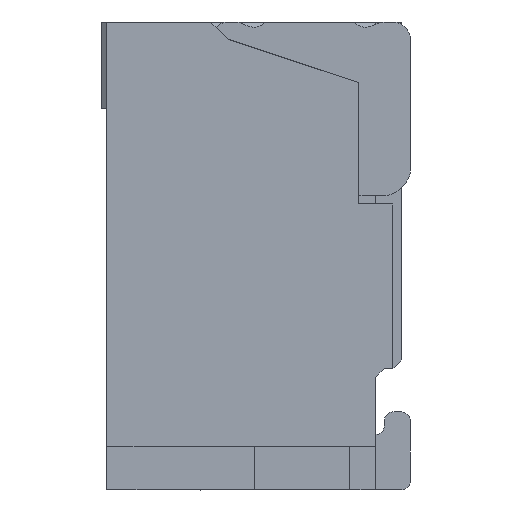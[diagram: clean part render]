
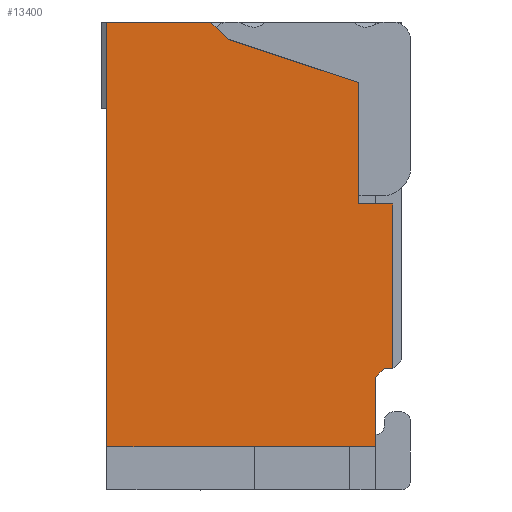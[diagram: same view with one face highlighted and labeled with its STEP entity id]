
A CAD part, left-side view. The second image highlights one B-rep face of the part: STEP entity #13400.
In plain terms, the highlighted planar face has unit normal (-1, 0, 0).
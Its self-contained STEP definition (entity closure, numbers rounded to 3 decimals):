
#11210=CARTESIAN_POINT('',(-17.5,0.05,1.65));
#11220=VERTEX_POINT('',#11210);
#11250=CARTESIAN_POINT('',(-17.5,0.25,1.65));
#11260=DIRECTION('',(0.,-1.,0.));
#11270=VECTOR('',#11260,0.2);
#11280=LINE('',#11250,#11270);
#11290=CARTESIAN_POINT('',(-17.5,0.25,1.65));
#11300=VERTEX_POINT('',#11290);
#11310=EDGE_CURVE('',#11300,#11220,#11280,.T.);
#12540=CARTESIAN_POINT('',(-17.5,0.049,2.701));
#12550=DIRECTION('',(-1.,0.,0.));
#12560=DIRECTION('',(0.,1.,0.));
#12570=AXIS2_PLACEMENT_3D('',#12540,#12550,#12560);
#12580=PLANE('',#12570);
#12590=CARTESIAN_POINT('',(-17.5,1.,2.6));
#12600=DIRECTION('',(0.,0.707,0.707));
#12610=VECTOR('',#12600,0.141);
#12620=LINE('',#12590,#12610);
#12630=CARTESIAN_POINT('',(-17.5,1.,2.6));
#12640=VERTEX_POINT('',#12630);
#12650=CARTESIAN_POINT('',(-17.5,1.1,2.7));
#12660=VERTEX_POINT('',#12650);
#12670=EDGE_CURVE('',#12640,#12660,#12620,.T.);
#12680=ORIENTED_EDGE('',*,*,#12670,.T.);
#12690=CARTESIAN_POINT('',(-17.5,0.25,2.35));
#12700=DIRECTION('',(0.,0.949,0.316));
#12710=VECTOR('',#12700,0.791);
#12720=LINE('',#12690,#12710);
#12730=CARTESIAN_POINT('',(-17.5,0.25,2.35));
#12740=VERTEX_POINT('',#12730);
#12750=EDGE_CURVE('',#12740,#12640,#12720,.T.);
#12760=ORIENTED_EDGE('',*,*,#12750,.T.);
#12770=CARTESIAN_POINT('',(-17.5,0.25,2.35));
#12780=DIRECTION('',(0.,0.,-1.));
#12790=VECTOR('',#12780,0.7);
#12800=LINE('',#12770,#12790);
#12810=EDGE_CURVE('',#12740,#11300,#12800,.T.);
#12820=ORIENTED_EDGE('',*,*,#12810,.F.);
#12830=ORIENTED_EDGE('',*,*,#11310,.F.);
#12840=CARTESIAN_POINT('',(-17.5,0.05,1.65));
#12850=DIRECTION('',(0.,0.,-1.));
#12860=VECTOR('',#12850,0.95);
#12870=LINE('',#12840,#12860);
#12880=CARTESIAN_POINT('',(-17.5,0.05,0.7));
#12890=VERTEX_POINT('',#12880);
#12900=EDGE_CURVE('',#11220,#12890,#12870,.T.);
#12910=ORIENTED_EDGE('',*,*,#12900,.F.);
#12920=CARTESIAN_POINT('',(-17.5,0.05,0.7));
#12930=DIRECTION('',(0.,1.,0.));
#12940=VECTOR('',#12930,0.05);
#12950=LINE('',#12920,#12940);
#12960=CARTESIAN_POINT('',(-17.5,0.1,0.7));
#12970=VERTEX_POINT('',#12960);
#12980=EDGE_CURVE('',#12890,#12970,#12950,.T.);
#12990=ORIENTED_EDGE('',*,*,#12980,.F.);
#13000=CARTESIAN_POINT('',(-17.5,0.15,0.65));
#13010=DIRECTION('',(0.,-0.707,0.707));
#13020=VECTOR('',#13010,0.071);
#13030=LINE('',#13000,#13020);
#13040=CARTESIAN_POINT('',(-17.5,0.15,0.65));
#13050=VERTEX_POINT('',#13040);
#13060=EDGE_CURVE('',#13050,#12970,#13030,.T.);
#13070=ORIENTED_EDGE('',*,*,#13060,.T.);
#13080=CARTESIAN_POINT('',(-17.5,0.15,0.));
#13090=DIRECTION('',(0.,0.,-1.));
#13100=VECTOR('',#13090,1.);
#13110=LINE('',#13080,#13100);
#13120=CARTESIAN_POINT('',(-17.5,0.15,0.25));
#13130=VERTEX_POINT('',#13120);
#13140=EDGE_CURVE('',#13050,#13130,#13110,.T.);
#13150=ORIENTED_EDGE('',*,*,#13140,.F.);
#13160=CARTESIAN_POINT('',(-17.5,0.,0.25));
#13170=DIRECTION('',(0.,-1.,0.));
#13180=VECTOR('',#13170,1.);
#13190=LINE('',#13160,#13180);
#13200=CARTESIAN_POINT('',(-17.5,1.7,0.25));
#13210=VERTEX_POINT('',#13200);
#13220=EDGE_CURVE('',#13210,#13130,#13190,.T.);
#13230=ORIENTED_EDGE('',*,*,#13220,.T.);
#13240=CARTESIAN_POINT('',(-17.5,1.7,0.));
#13250=DIRECTION('',(0.,0.,-1.));
#13260=VECTOR('',#13250,1.);
#13270=LINE('',#13240,#13260);
#13280=CARTESIAN_POINT('',(-17.5,1.7,2.7));
#13290=VERTEX_POINT('',#13280);
#13300=EDGE_CURVE('',#13290,#13210,#13270,.T.);
#13310=ORIENTED_EDGE('',*,*,#13300,.T.);
#13320=CARTESIAN_POINT('',(-17.5,1.7,2.7));
#13330=DIRECTION('',(0.,-1.,0.));
#13340=VECTOR('',#13330,0.6);
#13350=LINE('',#13320,#13340);
#13360=EDGE_CURVE('',#13290,#12660,#13350,.T.);
#13370=ORIENTED_EDGE('',*,*,#13360,.F.);
#13380=EDGE_LOOP('',(#13370,#13310,#13230,#13150,#13070,#12990,#12910,
#12830,#12820,#12760,#12680));
#13390=FACE_OUTER_BOUND('',#13380,.T.);
#13400=ADVANCED_FACE('',(#13390),#12580,.T.);
